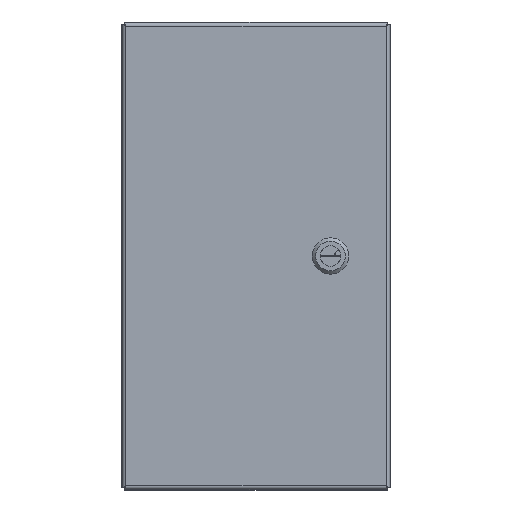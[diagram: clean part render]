
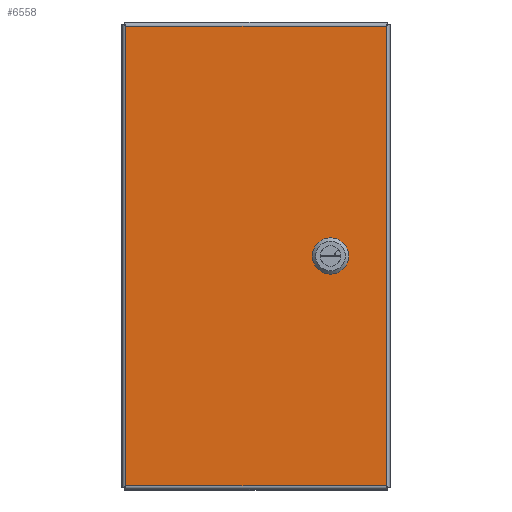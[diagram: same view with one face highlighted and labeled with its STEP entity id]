
A CAD part, front view. The second image highlights one B-rep face of the part: STEP entity #6558.
In plain terms, the highlighted planar face has unit normal (0, -1, 0).
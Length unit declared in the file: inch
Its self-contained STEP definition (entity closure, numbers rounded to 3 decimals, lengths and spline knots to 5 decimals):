
#131 = CARTESIAN_POINT ( 'NONE',  ( 2.49, -1.797, -6.6995 ) ) ;
#188 = CARTESIAN_POINT ( 'NONE',  ( 2.49, -1.797, -6.6995 ) ) ;
#717 = CARTESIAN_POINT ( 'NONE',  ( 2.6545, -1.797, -7.326 ) ) ;
#1497 = CARTESIAN_POINT ( 'NONE',  ( 1.8635, -1.797, -6.864 ) ) ;
#1524 = VERTEX_POINT ( 'NONE', #4049 ) ;
#1606 = ORIENTED_EDGE ( 'NONE', *, *, #15082, .T. ) ;
#1687 = VECTOR ( 'NONE', #20853, 39.37008 ) ;
#1732 = LINE ( 'NONE', #11318, #7123 ) ;
#1970 = PLANE ( 'NONE',  #8577 ) ;
#1977 = CARTESIAN_POINT ( 'NONE',  ( 1.8635, -1.797, -6.864 ) ) ;
#2435 = VECTOR ( 'NONE', #9173, 39.37008 ) ;
#2505 = CARTESIAN_POINT ( 'NONE',  ( 3.947, -1.797, -14.0665 ) ) ;
#2512 = ORIENTED_EDGE ( 'NONE', *, *, #19755, .T. ) ;
#2566 = EDGE_LOOP ( 'NONE', ( #14331, #11316, #13131, #7331 ) ) ;
#2727 = EDGE_CURVE ( 'NONE', #20654, #9776, #8709, .T. ) ;
#2755 = VECTOR ( 'NONE', #16505, 39.37008 ) ;
#3818 = VERTEX_POINT ( 'NONE', #11036 ) ;
#3972 = EDGE_CURVE ( 'NONE', #1524, #20840, #14659, .T. ) ;
#4049 = CARTESIAN_POINT ( 'NONE',  ( 1.8635, -1.797, -7.326 ) ) ;
#4153 = EDGE_CURVE ( 'NONE', #3818, #15005, #13803, .T. ) ;
#4236 = CARTESIAN_POINT ( 'NONE',  ( -3.946, -1.797, -14.0665 ) ) ;
#4250 = ORIENTED_EDGE ( 'NONE', *, *, #12686, .T. ) ;
#4286 = CARTESIAN_POINT ( 'NONE',  ( -3.946, -1.797, -14.0665 ) ) ;
#4563 = EDGE_LOOP ( 'NONE', ( #11842, #1606, #2512, #15258, #10523, #12886, #4250, #5371 ) ) ;
#4832 = DIRECTION ( 'NONE',  ( 1., 0., 0. ) ) ;
#5049 = VECTOR ( 'NONE', #13823, 39.37008 ) ;
#5201 = CARTESIAN_POINT ( 'NONE',  ( -3.946, -1.797, -0.1235 ) ) ;
#5371 = ORIENTED_EDGE ( 'NONE', *, *, #20219, .T. ) ;
#5591 = CARTESIAN_POINT ( 'NONE',  ( 2.028, -1.797, -7.4905 ) ) ;
#5743 = VECTOR ( 'NONE', #15288, 39.37008 ) ;
#6186 = CARTESIAN_POINT ( 'NONE',  ( 3.947, -1.797, -14.0665 ) ) ;
#6558 = ADVANCED_FACE ( 'NONE', ( #11554, #9961 ), #1970, .T. ) ;
#6666 = DIRECTION ( 'NONE',  ( 0., 0., 1. ) ) ;
#7123 = VECTOR ( 'NONE', #19741, 39.37008 ) ;
#7177 = VECTOR ( 'NONE', #9801, 39.37008 ) ;
#7331 = ORIENTED_EDGE ( 'NONE', *, *, #19728, .T. ) ;
#7394 = DIRECTION ( 'NONE',  ( 0., 0., 1. ) ) ;
#8363 = DIRECTION ( 'NONE',  ( 0., -1., 0. ) ) ;
#8505 = EDGE_CURVE ( 'NONE', #9776, #17408, #18148, .T. ) ;
#8577 = AXIS2_PLACEMENT_3D ( 'NONE', #13479, #8363, #16587 ) ;
#8709 = LINE ( 'NONE', #717, #5049 ) ;
#8776 = LINE ( 'NONE', #5591, #5743 ) ;
#9173 = DIRECTION ( 'NONE',  ( 0., 0., -1. ) ) ;
#9565 = CARTESIAN_POINT ( 'NONE',  ( 2.49, -1.797, -6.6995 ) ) ;
#9655 = CARTESIAN_POINT ( 'NONE',  ( 2.028, -1.797, -7.4905 ) ) ;
#9776 = VERTEX_POINT ( 'NONE', #19373 ) ;
#9801 = DIRECTION ( 'NONE',  ( -0.707, 0., -0.707 ) ) ;
#9961 = FACE_BOUND ( 'NONE', #4563, .T. ) ;
#10317 = DIRECTION ( 'NONE',  ( 0.707, 0., -0.707 ) ) ;
#10488 = LINE ( 'NONE', #2505, #11581 ) ;
#10523 = ORIENTED_EDGE ( 'NONE', *, *, #2727, .T. ) ;
#11036 = CARTESIAN_POINT ( 'NONE',  ( 3.947, -1.797, -0.1235 ) ) ;
#11146 = CARTESIAN_POINT ( 'NONE',  ( 1.8635, -1.797, -7.326 ) ) ;
#11257 = CARTESIAN_POINT ( 'NONE',  ( 2.028, -1.797, -6.6995 ) ) ;
#11316 = ORIENTED_EDGE ( 'NONE', *, *, #4153, .T. ) ;
#11318 = CARTESIAN_POINT ( 'NONE',  ( -3.946, -1.797, -14.0665 ) ) ;
#11365 = LINE ( 'NONE', #11146, #1687 ) ;
#11554 = FACE_OUTER_BOUND ( 'NONE', #2566, .T. ) ;
#11580 = LINE ( 'NONE', #11257, #2755 ) ;
#11581 = VECTOR ( 'NONE', #7394, 39.37008 ) ;
#11735 = CARTESIAN_POINT ( 'NONE',  ( 2.6545, -1.797, -7.326 ) ) ;
#11842 = ORIENTED_EDGE ( 'NONE', *, *, #3972, .T. ) ;
#11883 = VECTOR ( 'NONE', #4832, 39.37008 ) ;
#12271 = LINE ( 'NONE', #4286, #2435 ) ;
#12686 = EDGE_CURVE ( 'NONE', #17408, #16225, #8776, .T. ) ;
#12886 = ORIENTED_EDGE ( 'NONE', *, *, #8505, .T. ) ;
#13131 = ORIENTED_EDGE ( 'NONE', *, *, #17360, .T. ) ;
#13479 = CARTESIAN_POINT ( 'NONE',  ( -3.946, -1.797, -14.0665 ) ) ;
#13674 = VECTOR ( 'NONE', #10317, 39.37008 ) ;
#13803 = LINE ( 'NONE', #18507, #20041 ) ;
#13823 = DIRECTION ( 'NONE',  ( 0., 0., -1. ) ) ;
#13872 = CARTESIAN_POINT ( 'NONE',  ( 2.49, -1.797, -7.4905 ) ) ;
#14331 = ORIENTED_EDGE ( 'NONE', *, *, #19270, .T. ) ;
#14427 = VERTEX_POINT ( 'NONE', #15257 ) ;
#14469 = LINE ( 'NONE', #188, #13674 ) ;
#14568 = VERTEX_POINT ( 'NONE', #6186 ) ;
#14589 = VECTOR ( 'NONE', #6666, 39.37008 ) ;
#14659 = LINE ( 'NONE', #1977, #14589 ) ;
#15005 = VERTEX_POINT ( 'NONE', #5201 ) ;
#15082 = EDGE_CURVE ( 'NONE', #20840, #14427, #11580, .T. ) ;
#15257 = CARTESIAN_POINT ( 'NONE',  ( 2.028, -1.797, -6.6995 ) ) ;
#15258 = ORIENTED_EDGE ( 'NONE', *, *, #17784, .T. ) ;
#15288 = DIRECTION ( 'NONE',  ( -1., 0., 0. ) ) ;
#16225 = VERTEX_POINT ( 'NONE', #9655 ) ;
#16460 = LINE ( 'NONE', #131, #11883 ) ;
#16505 = DIRECTION ( 'NONE',  ( 0.707, 0., 0.707 ) ) ;
#16587 = DIRECTION ( 'NONE',  ( 0., 0., -1. ) ) ;
#17101 = VERTEX_POINT ( 'NONE', #4236 ) ;
#17360 = EDGE_CURVE ( 'NONE', #15005, #17101, #12271, .T. ) ;
#17408 = VERTEX_POINT ( 'NONE', #13872 ) ;
#17659 = VERTEX_POINT ( 'NONE', #9565 ) ;
#17784 = EDGE_CURVE ( 'NONE', #17659, #20654, #14469, .T. ) ;
#18148 = LINE ( 'NONE', #11735, #7177 ) ;
#18507 = CARTESIAN_POINT ( 'NONE',  ( -3.946, -1.797, -0.1235 ) ) ;
#19270 = EDGE_CURVE ( 'NONE', #14568, #3818, #10488, .T. ) ;
#19373 = CARTESIAN_POINT ( 'NONE',  ( 2.6545, -1.797, -7.326 ) ) ;
#19420 = CARTESIAN_POINT ( 'NONE',  ( 2.6545, -1.797, -6.864 ) ) ;
#19728 = EDGE_CURVE ( 'NONE', #17101, #14568, #1732, .T. ) ;
#19741 = DIRECTION ( 'NONE',  ( 1., 0., 0. ) ) ;
#19755 = EDGE_CURVE ( 'NONE', #14427, #17659, #16460, .T. ) ;
#20041 = VECTOR ( 'NONE', #20289, 39.37008 ) ;
#20219 = EDGE_CURVE ( 'NONE', #16225, #1524, #11365, .T. ) ;
#20289 = DIRECTION ( 'NONE',  ( -1., 0., 0. ) ) ;
#20654 = VERTEX_POINT ( 'NONE', #19420 ) ;
#20840 = VERTEX_POINT ( 'NONE', #1497 ) ;
#20853 = DIRECTION ( 'NONE',  ( -0.707, 0., 0.707 ) ) ;
